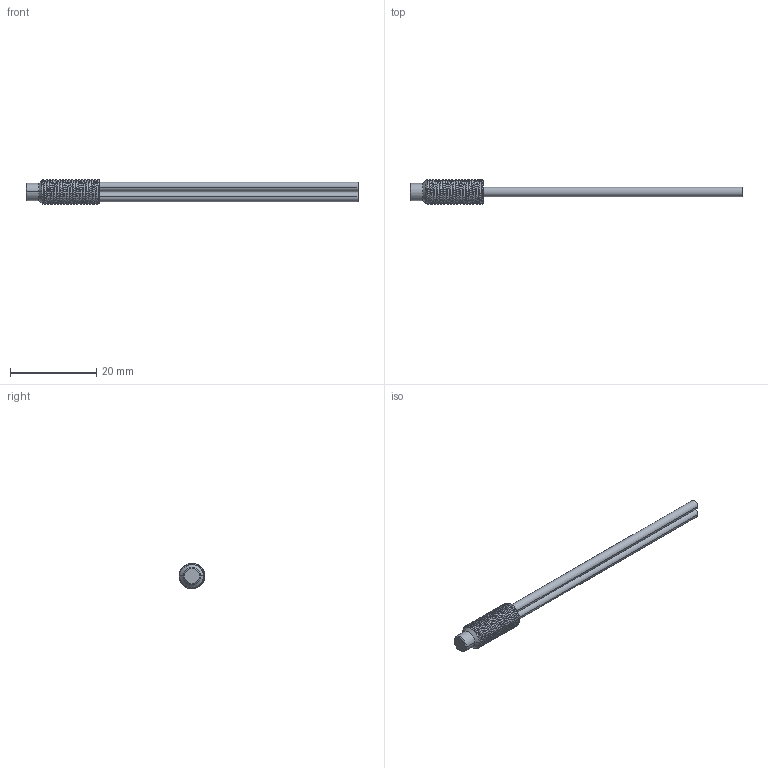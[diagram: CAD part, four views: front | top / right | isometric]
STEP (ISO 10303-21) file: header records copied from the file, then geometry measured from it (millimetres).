
FILE_DESCRIPTION((''),'2;1');
FILE_NAME('PR6Y20D_ASM','2022-05-13T09:18:09',('Administrator'),(''),'CREO PARAMETRIC BY PTC INC, 2021023','CREO PARAMETRIC BY PTC INC, 2021023','');
FILE_SCHEMA(('AUTOMOTIVE_DESIGN { 1 0 10303 214 1 1 1 1 }'));
Length unit declared in the file: millimetre
Products named in the file (3): M6-QYT; 22-XIAN_; PR6Y20D_ASM
Assembly tree (2 placements, depth 2):
  PR6Y20D_ASM
    M6-QYT
    22-XIAN_
Bounding box: 77 x 5.9 x 5.9 mm (x, y, z)
Volume: 832.3 mm3; surface area: 1259.7 mm2
Topology: 3 solids, 3 shells, 69 faces, 173 edges, 110 vertices
Faces by surface type: cylinder 40, bspline 18, plane 6, cone 5
Entity records: 9520 total; most frequent: CARTESIAN_POINT 7916, ORIENTED_EDGE 346, DIRECTION 199, EDGE_CURVE 173, VERTEX_POINT 110, B_SPLINE_CURVE_WITH_KNOTS 103, AXIS2_PLACEMENT_3D 73, EDGE_LOOP 69
